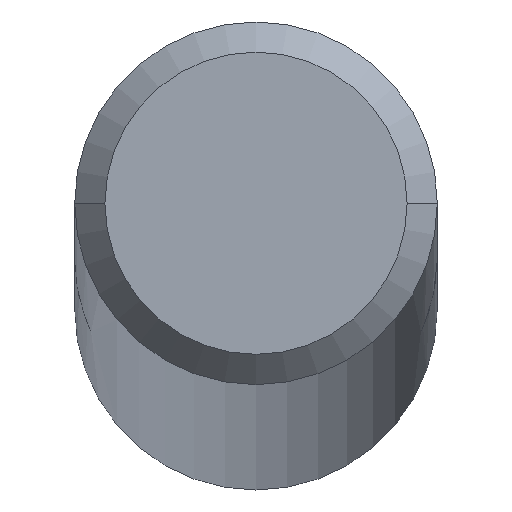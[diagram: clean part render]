
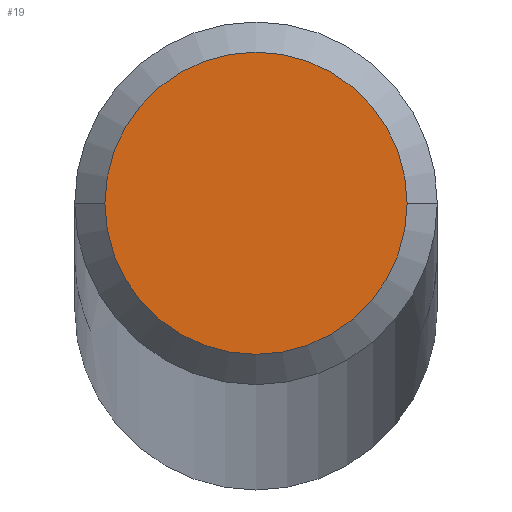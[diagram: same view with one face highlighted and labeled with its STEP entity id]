
A CAD part, top view. The second image highlights one B-rep face of the part: STEP entity #19.
In plain terms, the highlighted planar face has unit normal (0, 0, 1).
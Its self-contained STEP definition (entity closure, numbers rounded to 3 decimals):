
#19 = ADVANCED_FACE ( 'NONE', ( #219 ), #229, .T. ) ;
#38 = AXIS2_PLACEMENT_3D ( 'NONE', #294, #260, #156 ) ;
#46 = DIRECTION ( 'NONE',  ( 0., 0., 1. ) ) ;
#100 = DIRECTION ( 'NONE',  ( 0., 0., 1. ) ) ;
#156 = DIRECTION ( 'NONE',  ( 1., 0., 0. ) ) ;
#164 = EDGE_CURVE ( 'NONE', #354, #317, #454, .T. ) ;
#181 = EDGE_LOOP ( 'NONE', ( #465, #382 ) ) ;
#206 = CARTESIAN_POINT ( 'NONE',  ( 5., 0., 1000. ) ) ;
#219 = FACE_OUTER_BOUND ( 'NONE', #181, .T. ) ;
#220 = AXIS2_PLACEMENT_3D ( 'NONE', #331, #46, #332 ) ;
#229 = PLANE ( 'NONE',  #38 ) ;
#260 = DIRECTION ( 'NONE',  ( 0., 0., 1. ) ) ;
#294 = CARTESIAN_POINT ( 'NONE',  ( 0., 0., 1000. ) ) ;
#297 = EDGE_CURVE ( 'NONE', #317, #354, #336, .T. ) ;
#317 = VERTEX_POINT ( 'NONE', #448 ) ;
#331 = CARTESIAN_POINT ( 'NONE',  ( 0., 0., 1000. ) ) ;
#332 = DIRECTION ( 'NONE',  ( 1., 0., 0. ) ) ;
#336 = CIRCLE ( 'NONE', #464, 5. ) ;
#341 = DIRECTION ( 'NONE',  ( 1., 0., 0. ) ) ;
#354 = VERTEX_POINT ( 'NONE', #206 ) ;
#382 = ORIENTED_EDGE ( 'NONE', *, *, #164, .T. ) ;
#383 = CARTESIAN_POINT ( 'NONE',  ( 0., 0., 1000. ) ) ;
#448 = CARTESIAN_POINT ( 'NONE',  ( -5., 0., 1000. ) ) ;
#454 = CIRCLE ( 'NONE', #220, 5. ) ;
#464 = AXIS2_PLACEMENT_3D ( 'NONE', #383, #100, #341 ) ;
#465 = ORIENTED_EDGE ( 'NONE', *, *, #297, .T. ) ;
